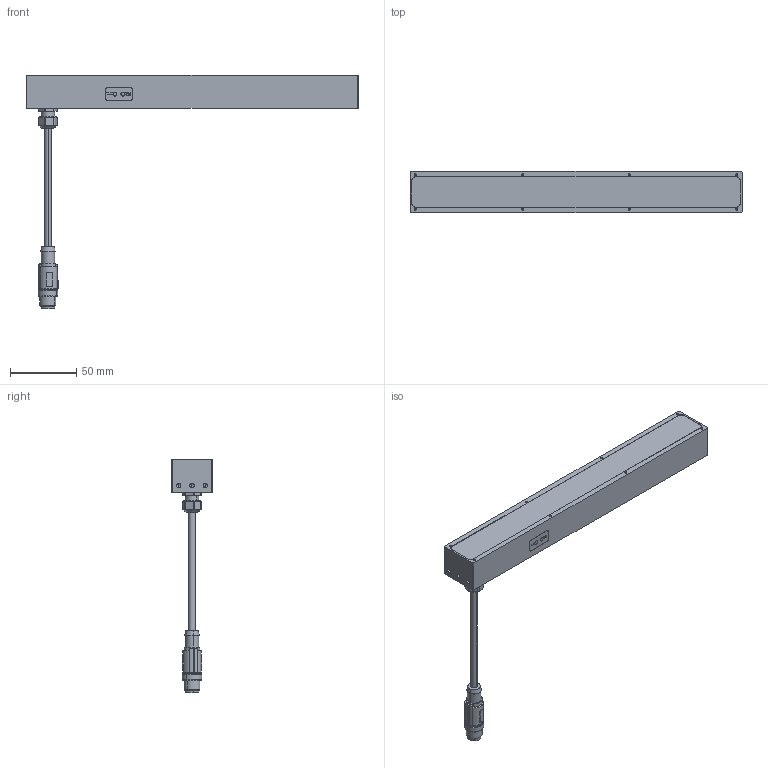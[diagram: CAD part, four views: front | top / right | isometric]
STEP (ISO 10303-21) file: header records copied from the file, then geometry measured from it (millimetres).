
FILE_DESCRIPTION((''),'2;1');
FILE_NAME('CAD-8567_SW0001','2022-10-25T08:03:50',('creinig-se'),(''),'CREO PARAMETRIC BY PTC INC, 2019292','CREO PARAMETRIC BY PTC INC, 2019292','');
FILE_SCHEMA(('CONFIG_CONTROL_DESIGN','SHAPE_APPEARANCE_LAYERS_GROUPS'));
Length unit declared in the file: millimetre
Products named in the file (1): CAD-8567_SW0001
Bounding box: 250 x 31 x 176.07 mm (x, y, z)
Volume: 198131.7 mm3; surface area: 50572.3 mm2
Topology: 3 solids, 3 shells, 360 faces, 906 edges, 574 vertices
Faces by surface type: cylinder 181, plane 119, cone 60
Entity records: 13975 total; most frequent: CARTESIAN_POINT 2188, DIRECTION 1858, ORIENTED_EDGE 1740, EDGE_CURVE 870, AXIS2_PLACEMENT_3D 700, VERTEX_POINT 574, FILL_AREA_STYLE_COLOUR 471, FILL_AREA_STYLE 471
